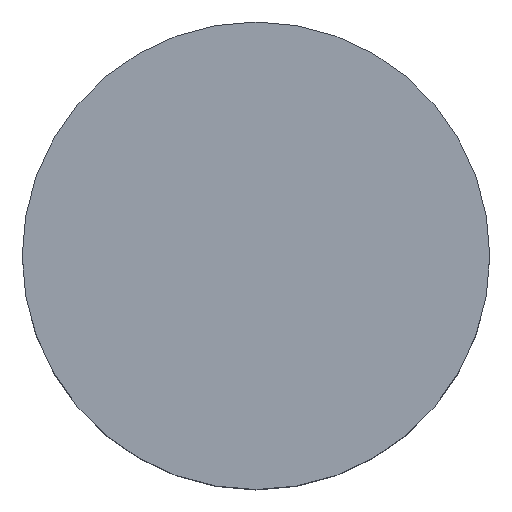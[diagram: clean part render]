
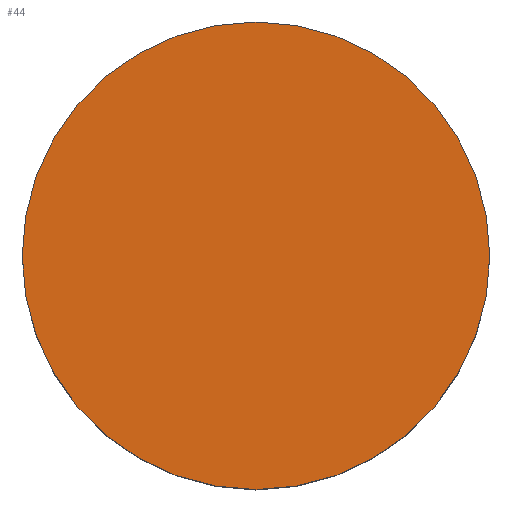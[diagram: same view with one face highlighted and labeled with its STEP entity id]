
A CAD part, top view. The second image highlights one B-rep face of the part: STEP entity #44.
In plain terms, the highlighted planar face has unit normal (0, 0, 1).
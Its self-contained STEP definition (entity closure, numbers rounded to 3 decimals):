
#13 = CARTESIAN_POINT ( 'NONE',  ( 0., 0., 0. ) ) ;
#25 = VERTEX_POINT ( 'NONE', #196 ) ;
#44 = ADVANCED_FACE ( 'NONE', ( #245 ), #96, .T. ) ;
#67 = DIRECTION ( 'NONE',  ( 1., 0., 0. ) ) ;
#78 = DIRECTION ( 'NONE',  ( 1., 0., 0. ) ) ;
#86 = CARTESIAN_POINT ( 'NONE',  ( 3., 0., 0. ) ) ;
#96 = PLANE ( 'NONE',  #229 ) ;
#168 = CIRCLE ( 'NONE', #315, 3. ) ;
#196 = CARTESIAN_POINT ( 'NONE',  ( -3., 0., 0. ) ) ;
#229 = AXIS2_PLACEMENT_3D ( 'NONE', #334, #305, #67 ) ;
#232 = DIRECTION ( 'NONE',  ( 0., 0., 1. ) ) ;
#233 = EDGE_CURVE ( 'NONE', #345, #25, #281, .T. ) ;
#245 = FACE_OUTER_BOUND ( 'NONE', #324, .T. ) ;
#267 = CARTESIAN_POINT ( 'NONE',  ( 0., 0., 0. ) ) ;
#279 = EDGE_CURVE ( 'NONE', #25, #345, #168, .T. ) ;
#281 = CIRCLE ( 'NONE', #294, 3. ) ;
#285 = ORIENTED_EDGE ( 'NONE', *, *, #233, .T. ) ;
#294 = AXIS2_PLACEMENT_3D ( 'NONE', #13, #335, #337 ) ;
#305 = DIRECTION ( 'NONE',  ( 0., 0., 1. ) ) ;
#315 = AXIS2_PLACEMENT_3D ( 'NONE', #267, #232, #78 ) ;
#324 = EDGE_LOOP ( 'NONE', ( #285, #347 ) ) ;
#334 = CARTESIAN_POINT ( 'NONE',  ( 0., 0., 0. ) ) ;
#335 = DIRECTION ( 'NONE',  ( 0., 0., 1. ) ) ;
#337 = DIRECTION ( 'NONE',  ( 1., 0., 0. ) ) ;
#345 = VERTEX_POINT ( 'NONE', #86 ) ;
#347 = ORIENTED_EDGE ( 'NONE', *, *, #279, .T. ) ;
